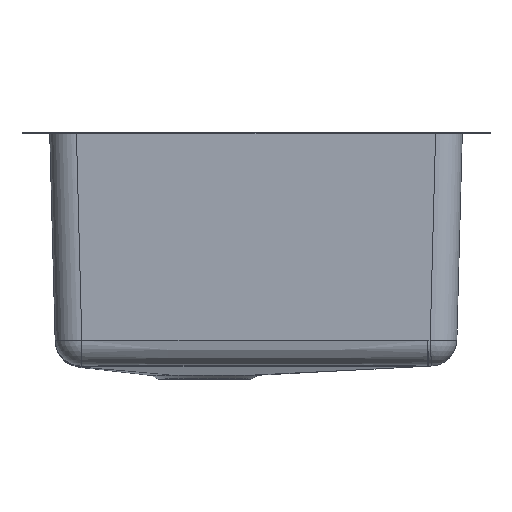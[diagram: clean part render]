
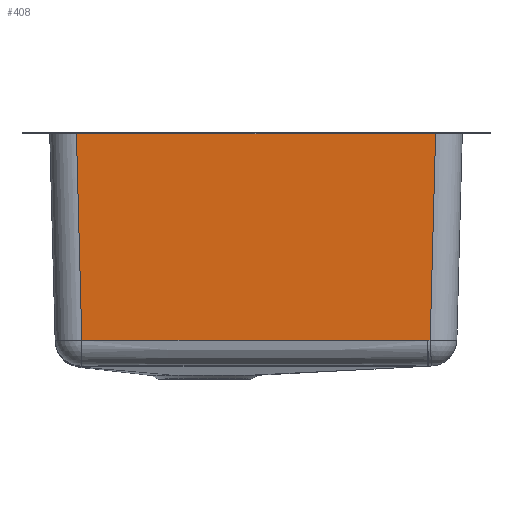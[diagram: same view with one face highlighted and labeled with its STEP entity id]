
A CAD part, left-side view. The second image highlights one B-rep face of the part: STEP entity #408.
In plain terms, the highlighted planar face has unit normal (-1, 0, -0.026).
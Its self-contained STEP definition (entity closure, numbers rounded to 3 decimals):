
#246=B_SPLINE_CURVE_WITH_KNOTS('',3,(#4988,#4989,#4990,#4991),.UNSPECIFIED.,
.F.,.F.,(4,4),(0.,1.),.UNSPECIFIED.);
#247=B_SPLINE_CURVE_WITH_KNOTS('',3,(#5004,#5005,#5006,#5007,#5008,#5009,
#5010,#5011,#5012,#5013),.UNSPECIFIED.,.F.,.F.,(4,3,3,4),(0.,0.419,
0.709,1.),.UNSPECIFIED.);
#408=ADVANCED_FACE('',(#584),#497,.F.);
#497=PLANE('',#2500);
#584=FACE_OUTER_BOUND('',#846,.T.);
#846=EDGE_LOOP('',(#1475,#1476,#1477,#1478,#1479));
#969=LINE('',#4287,#1046);
#974=LINE('',#5182,#1051);
#981=LINE('',#5194,#1058);
#1046=VECTOR('',#2750,1.);
#1051=VECTOR('',#2833,1.);
#1058=VECTOR('',#2850,1.);
#1475=ORIENTED_EDGE('',*,*,#2229,.T.);
#1476=ORIENTED_EDGE('',*,*,#2161,.T.);
#1477=ORIENTED_EDGE('',*,*,#2236,.T.);
#1478=ORIENTED_EDGE('',*,*,#2211,.T.);
#1479=ORIENTED_EDGE('',*,*,#2210,.T.);
#1899=VERTEX_POINT('',#4286);
#1900=VERTEX_POINT('',#4288);
#1927=VERTEX_POINT('',#4688);
#1935=VERTEX_POINT('',#4987);
#1936=VERTEX_POINT('',#5014);
#2161=EDGE_CURVE('',#1900,#1899,#969,.T.);
#2210=EDGE_CURVE('',#1927,#1935,#246,.T.);
#2211=EDGE_CURVE('',#1936,#1927,#247,.T.);
#2229=EDGE_CURVE('',#1935,#1900,#974,.T.);
#2236=EDGE_CURVE('',#1899,#1936,#981,.T.);
#2500=AXIS2_PLACEMENT_3D('',#5197,#2855,#2856);
#2750=DIRECTION('',(0.,1.,0.));
#2833=DIRECTION('',(-0.026,-0.026,0.999));
#2850=DIRECTION('',(0.026,-0.026,-0.999));
#2855=DIRECTION('',(1.,0.,0.026));
#2856=DIRECTION('',(0.026,0.,-1.));
#4286=CARTESIAN_POINT('',(3202.387,1266.336,-1.));
#4287=CARTESIAN_POINT('',(3202.387,1091.353,-1.));
#4288=CARTESIAN_POINT('',(3202.387,916.37,-1.));
#4688=CARTESIAN_POINT('',(3207.65,924.278,-201.982));
#4987=CARTESIAN_POINT('',(3207.647,921.63,-201.853));
#4988=CARTESIAN_POINT('',(3207.65,924.278,-201.982));
#4989=CARTESIAN_POINT('',(3207.649,923.395,-201.939));
#4990=CARTESIAN_POINT('',(3207.648,922.513,-201.896));
#4991=CARTESIAN_POINT('',(3207.647,921.63,-201.853));
#5004=CARTESIAN_POINT('',(3207.652,1261.072,-202.056));
#5005=CARTESIAN_POINT('',(3207.653,1214.06,-202.098));
#5006=CARTESIAN_POINT('',(3207.654,1167.048,-202.123));
#5007=CARTESIAN_POINT('',(3207.654,1120.036,-202.12));
#5008=CARTESIAN_POINT('',(3207.654,1087.41,-202.118));
#5009=CARTESIAN_POINT('',(3207.653,1054.784,-202.103));
#5010=CARTESIAN_POINT('',(3207.653,1022.157,-202.078));
#5011=CARTESIAN_POINT('',(3207.652,989.531,-202.053));
#5012=CARTESIAN_POINT('',(3207.651,956.905,-202.019));
#5013=CARTESIAN_POINT('',(3207.65,924.278,-201.982));
#5014=CARTESIAN_POINT('',(3207.652,1261.072,-202.056));
#5182=CARTESIAN_POINT('',(3202.482,916.465,-4.603));
#5194=CARTESIAN_POINT('',(3202.499,1266.225,-5.256));
#5197=CARTESIAN_POINT('',(3202.362,1091.353,-0.026));
